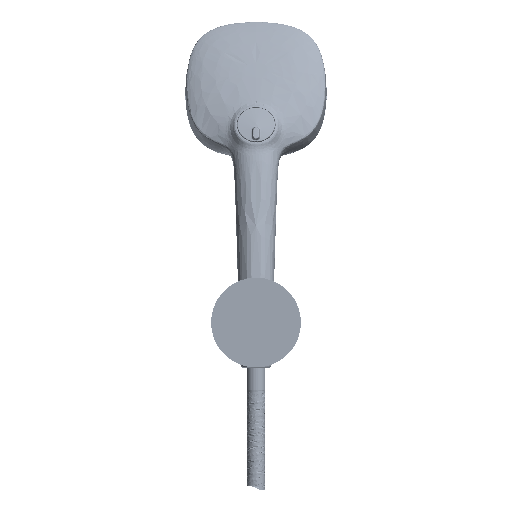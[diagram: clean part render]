
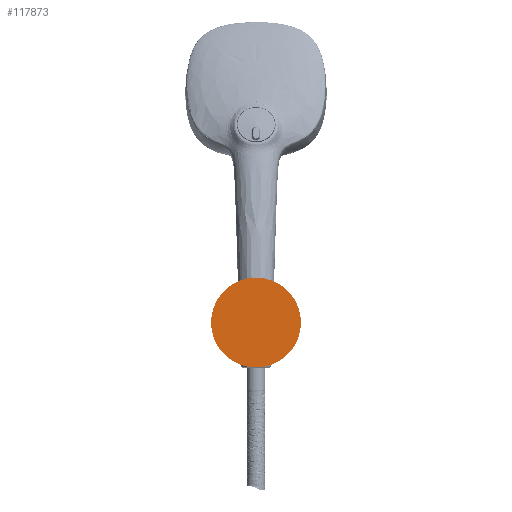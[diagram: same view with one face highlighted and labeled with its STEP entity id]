
A CAD part, left-side view. The second image highlights one B-rep face of the part: STEP entity #117873.
In plain terms, the highlighted planar face has unit normal (-1, 0, 0).
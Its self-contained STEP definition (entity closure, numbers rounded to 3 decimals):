
#7198=PLANE('',#126335);
#8056=CIRCLE('',#126328,35.);
#17140=ORIENTED_EDGE('',*,*,#54437,.T.);
#54437=EDGE_CURVE('',#73095,#73095,#8056,.T.);
#73095=VERTEX_POINT('',#156468);
#96067=EDGE_LOOP('',(#17140));
#105836=FACE_BOUND('',#96067,.T.);
#117873=ADVANCED_FACE('',(#105836),#7198,.T.);
#126328=AXIS2_PLACEMENT_3D('',#156467,#134871,#134872);
#126335=AXIS2_PLACEMENT_3D('',#156548,#134887,#134888);
#134871=DIRECTION('',(-1.,0.,0.));
#134872=DIRECTION('',(0.,0.,1.));
#134887=DIRECTION('',(-1.,0.,0.));
#134888=DIRECTION('',(0.,0.,1.));
#156467=CARTESIAN_POINT('',(0.5,0.,0.));
#156468=CARTESIAN_POINT('',(0.5,0.,35.));
#156548=CARTESIAN_POINT('',(0.5,0.,0.));
